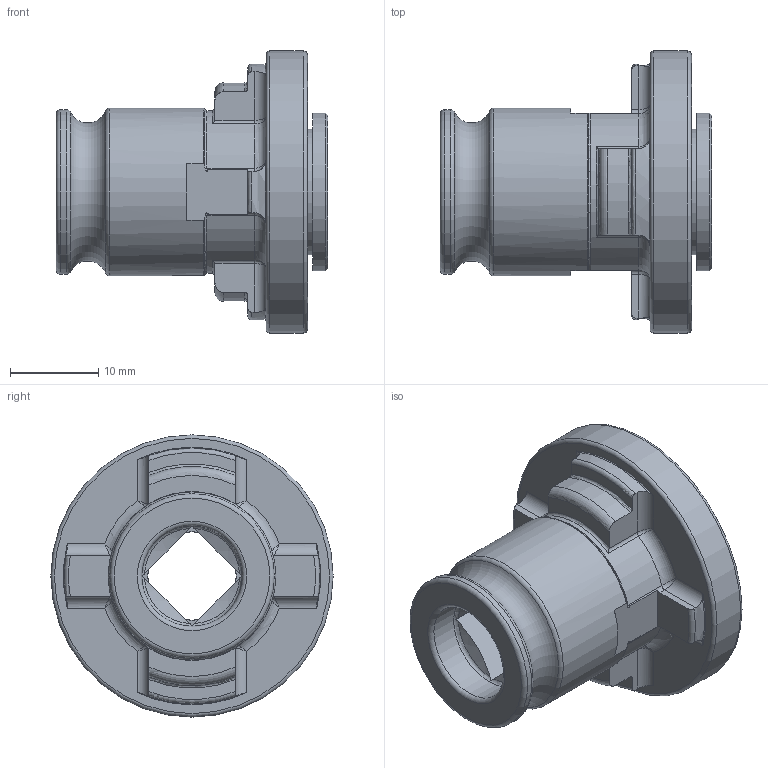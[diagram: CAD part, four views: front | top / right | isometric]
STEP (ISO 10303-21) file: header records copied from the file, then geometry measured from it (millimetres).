
FILE_DESCRIPTION (( 'STEP AP214' ), '1' );
FILE_NAME ('Go1.U10.K31.007.STEP', '2021-07-07T13:26:03', ( '' ), ( '' ), 'SwSTEP 2.0', 'SolidWorks 2017', '' );
FILE_SCHEMA (( 'AUTOMOTIVE_DESIGN' ));
Length unit declared in the file: millimetre
Products named in the file (1): Go1.U10.K31.007
Bounding box: 30.8 x 32 x 32 mm (x, y, z)
Volume: 8100.2 mm3; surface area: 5141.4 mm2
Topology: 1 solids, 1 shells, 117 faces, 294 edges, 175 vertices
Faces by surface type: plane 36, cylinder 34, torus 32, bspline 8, sphere 4, cone 3
Full cylindrical faces by diameter (mm): 1.5 x2, 10 x1, 11.4 x1, 14.2 x1, 17.9 x1, 18.65 x1, 19 x1, 22.8 x1, 32 x1
Entity records: 4999 total; most frequent: CARTESIAN_POINT 1374, ORIENTED_EDGE 518, DIRECTION 502, EDGE_CURVE 259, AXIS2_PLACEMENT_3D 209, VERTEX_POINT 171, EDGE_LOOP 146, FACE_OUTER_BOUND 137
